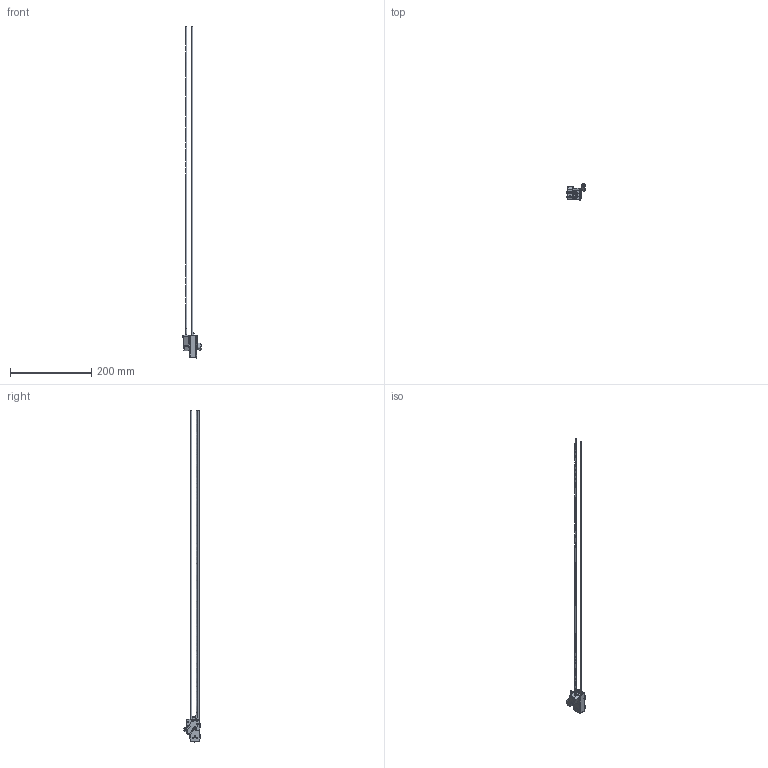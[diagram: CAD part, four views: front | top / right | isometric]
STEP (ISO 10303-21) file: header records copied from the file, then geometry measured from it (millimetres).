
FILE_DESCRIPTION(/* description */ ('Front Load Dual Sensor (750-212-G2)'),/* implementation_level */ '2;1');
FILE_NAME(/* name */ 'DL-AE00 (750-212-G2) - Front Load Dual Sensor (Outline Model rev.A).stp',/* time_stamp */ '2016-04-15T16:47:34-04:00',/* author */ ('Joel Plasencia'),/* organization */ ('INFICON'),/* preprocessor_version */ 'ST-DEVELOPER v11',/* originating_system */ 'SIEMENS PLM Software NX 7.5',/* authorisation */ 'Copyright (c) 2016 INFICON - ALL RIGHTS RESERVED');
FILE_SCHEMA (('AUTOMOTIVE_DESIGN { 1 0 10303 214 1 1 1 1 }'));
Length unit declared in the file: inch
Products named in the file (1): DL-AE00_A
Bounding box: 48.22 x 41.62 x 816.01 mm (x, y, z)
Volume: 40930.8 mm3; surface area: 54065.5 mm2
Topology: 6 solids, 10 shells, 343 faces, 822 edges, 524 vertices
Faces by surface type: plane 208, cylinder 91, cone 34, bspline 4, sphere 4, torus 2
Full cylindrical faces by diameter (mm): 1.778 x1, 2.184 x1, 2.261 x3, 2.362 x2, 2.38 x1, 2.4 x1, 2.54 x1, 2.845 x3, 2.87 x1, 3.048 x2, 3.175 x6, 3.251 x2, 3.454 x5, 3.556 x3, 3.81 x2, 4.343 x1, 4.364 x1, 4.648 x5, 4.75 x1, 4.775 x1, 5.309 x2, 5.41 x1, 6.35 x2, 7.874 x2, 20.482 x2, 21.082 x1, 26.974 x2
Entity records: 10615 total; most frequent: CARTESIAN_POINT 1797, DIRECTION 1671, ORIENTED_EDGE 1376, EDGE_CURVE 688, AXIS2_PLACEMENT_3D 634, EDGE_LOOP 491, VERTEX_POINT 485, LINE 403
